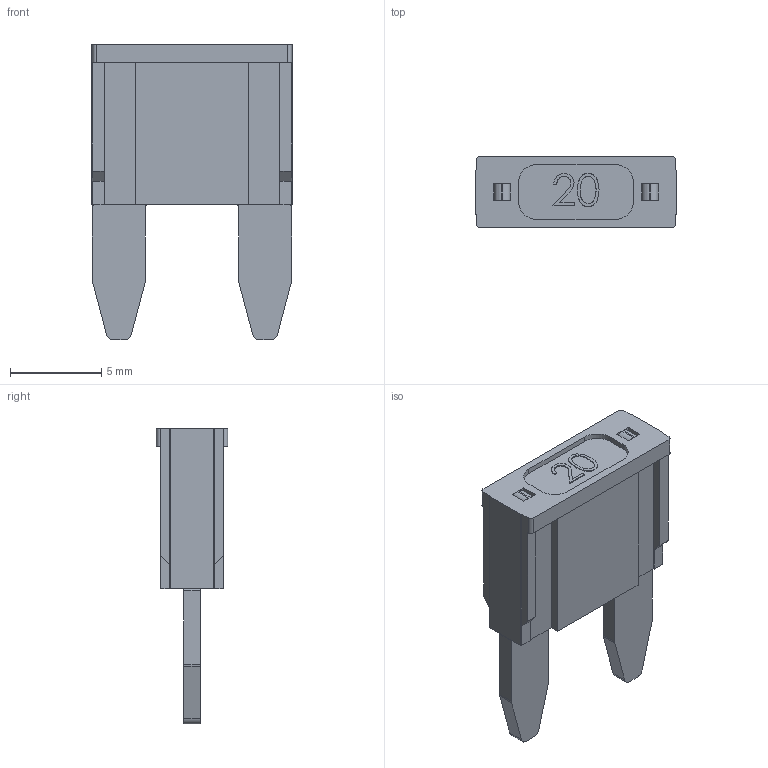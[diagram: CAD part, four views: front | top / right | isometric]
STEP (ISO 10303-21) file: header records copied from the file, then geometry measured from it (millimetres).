
FILE_DESCRIPTION(/* description */ (''),/* implementation_level */ '2;1');
FILE_NAME(/* name */ 'Grab - fuse /Fuse - mini 20A.step',/* time_stamp */ '2021-11-11T15:06:53+01:00',/* author */ (''),/* organization */ (''),/* preprocessor_version */ 'ST-DEVELOPER v18.1',/* originating_system */ 'Autodesk Translation Framework v10.10.0.1391',/* authorisation */ '');
FILE_SCHEMA (('AUTOMOTIVE_DESIGN { 1 0 10303 214 3 1 1 }'));
Length unit declared in the file: millimetre
Products named in the file (1): Pojistka - mini 20A
Bounding box: 11 x 3.9 x 16.2 mm (x, y, z)
Volume: 254.8 mm3; surface area: 801.5 mm2
Topology: 2 solids, 2 shells, 178 faces, 509 edges, 338 vertices
Faces by surface type: plane 113, cylinder 38, bspline 27
Entity records: 6081 total; most frequent: CARTESIAN_POINT 1485, ORIENTED_EDGE 1018, DIRECTION 835, EDGE_CURVE 509, LINE 379, VECTOR 379, VERTEX_POINT 338, AXIS2_PLACEMENT_3D 228
